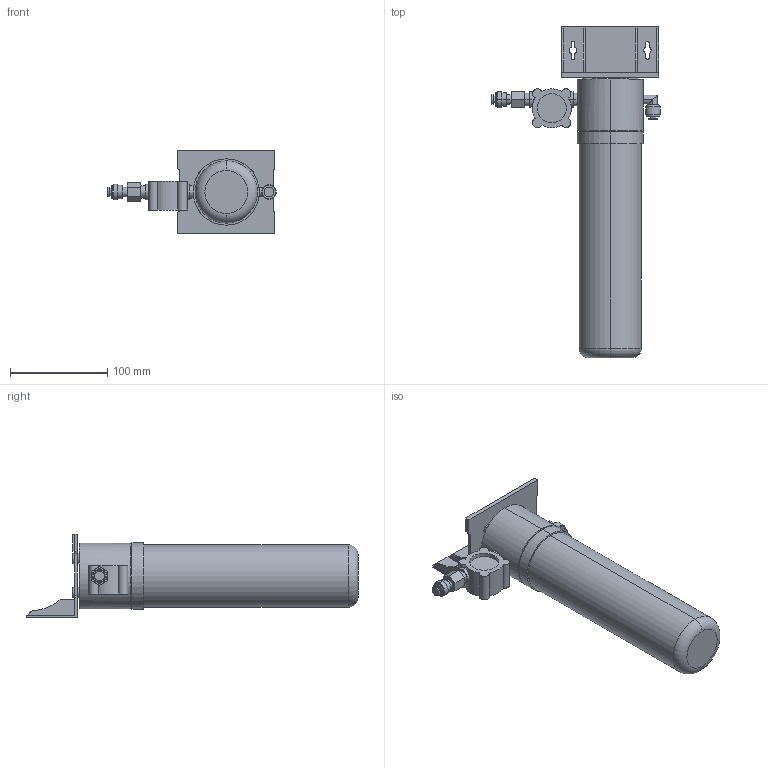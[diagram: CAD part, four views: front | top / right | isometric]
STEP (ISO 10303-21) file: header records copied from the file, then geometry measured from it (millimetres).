
FILE_DESCRIPTION (( 'STEP AP203' ), '1' );
FILE_NAME ('BFF.STEP', '2025-09-18T08:56:37', ( '' ), ( '' ), 'SwSTEP 2.0', 'SolidWorks 2018', '' );
FILE_SCHEMA (( 'CONFIG_CONTROL_DESIGN' ));
Length unit declared in the file: millimetre
Products named in the file (3): BFF; glowica z przeplywomierzem; Wk³ad filtra
Assembly tree (2 placements, depth 2):
  BFF
    glowica z przeplywomierzem
    Wk³ad filtra
Bounding box: 173 x 340.75 x 86 mm (x, y, z)
Volume: 1050677 mm3; surface area: 122367.3 mm2
Topology: 6 solids, 6 shells, 281 faces, 698 edges, 455 vertices
Faces by surface type: cylinder 137, plane 125, torus 14, bspline 3, cone 2
Entity records: 10326 total; most frequent: CARTESIAN_POINT 3201, DIRECTION 1475, ORIENTED_EDGE 1396, EDGE_CURVE 698, AXIS2_PLACEMENT_3D 553, VERTEX_POINT 455, VECTOR 369, LINE 369
